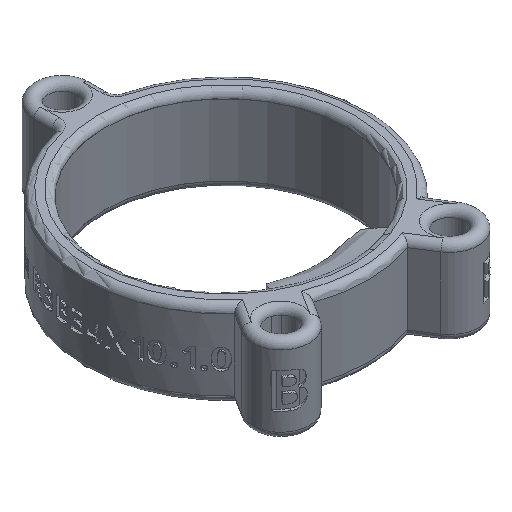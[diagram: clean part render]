
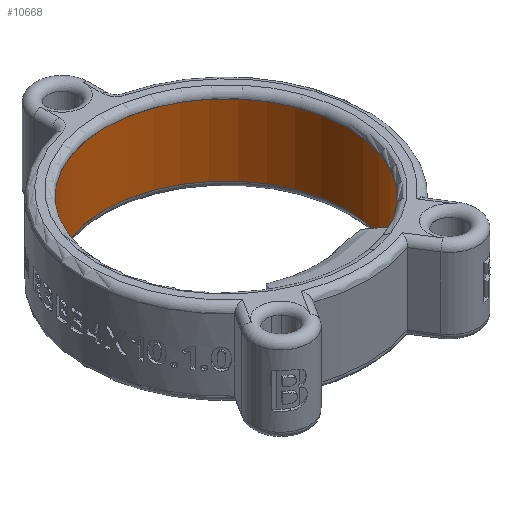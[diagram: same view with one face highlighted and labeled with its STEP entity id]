
A CAD part, isometric view. The second image highlights one B-rep face of the part: STEP entity #10668.
In plain terms, the highlighted cylindrical face has radius 17 mm (diameter 34 mm), a partial arc.
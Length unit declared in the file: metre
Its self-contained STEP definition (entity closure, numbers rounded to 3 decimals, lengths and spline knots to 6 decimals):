
#903=CYLINDRICAL_SURFACE('',#11342,0.017);
#1046=LINE('',#14496,#1813);
#1047=LINE('',#14497,#1814);
#1813=VECTOR('',#12158,1.);
#1814=VECTOR('',#12159,1.);
#2596=ORIENTED_EDGE('',*,*,#5961,.T.);
#2597=ORIENTED_EDGE('',*,*,#5982,.T.);
#2598=ORIENTED_EDGE('',*,*,#5969,.F.);
#2599=ORIENTED_EDGE('',*,*,#5983,.F.);
#5961=EDGE_CURVE('',#7656,#7655,#8769,.T.);
#5969=EDGE_CURVE('',#7662,#7664,#8773,.T.);
#5982=EDGE_CURVE('',#7655,#7664,#1046,.T.);
#5983=EDGE_CURVE('',#7656,#7662,#1047,.T.);
#7655=VERTEX_POINT('',#14453);
#7656=VERTEX_POINT('',#14455);
#7662=VERTEX_POINT('',#14469);
#7664=VERTEX_POINT('',#14472);
#8769=CIRCLE('',#11330,0.017);
#8773=CIRCLE('',#11335,0.017);
#9048=EDGE_LOOP('',(#2596,#2597,#2598,#2599));
#9731=FACE_BOUND('',#9048,.T.);
#10668=ADVANCED_FACE('',(#9731),#903,.F.);
#11330=AXIS2_PLACEMENT_3D('',#14454,#12121,#12122);
#11335=AXIS2_PLACEMENT_3D('',#14471,#12135,#12136);
#11342=AXIS2_PLACEMENT_3D('',#14495,#12156,#12157);
#12121=DIRECTION('',(0.,0.,1.));
#12122=DIRECTION('',(1.,0.,0.));
#12135=DIRECTION('',(0.,0.,1.));
#12136=DIRECTION('',(1.,0.,0.));
#12156=DIRECTION('',(0.,0.,-1.));
#12157=DIRECTION('',(-1.,0.,0.));
#12158=DIRECTION('',(0.,0.,-1.));
#12159=DIRECTION('',(0.,0.,-1.));
#14453=CARTESIAN_POINT('',(-0.009134,-0.014338,0.005));
#14454=CARTESIAN_POINT('',(0.,0.,0.005));
#14455=CARTESIAN_POINT('',(0.009134,-0.014338,0.005));
#14469=CARTESIAN_POINT('',(0.009134,-0.014338,-0.005));
#14471=CARTESIAN_POINT('',(0.,0.,-0.005));
#14472=CARTESIAN_POINT('',(-0.009134,-0.014338,-0.005));
#14495=CARTESIAN_POINT('',(0.,0.,0.005));
#14496=CARTESIAN_POINT('',(-0.009134,-0.014338,0.006002));
#14497=CARTESIAN_POINT('',(0.009134,-0.014338,0.006002));
